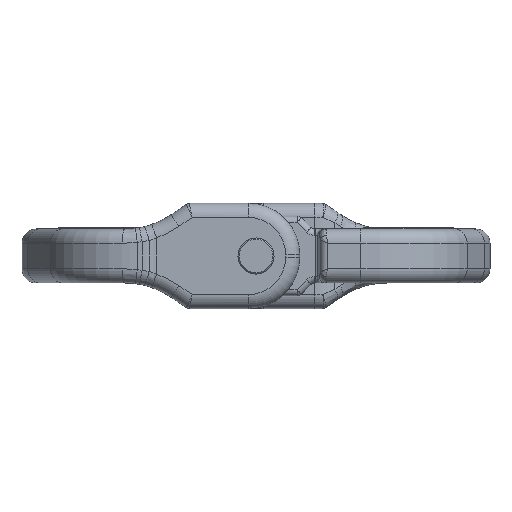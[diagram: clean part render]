
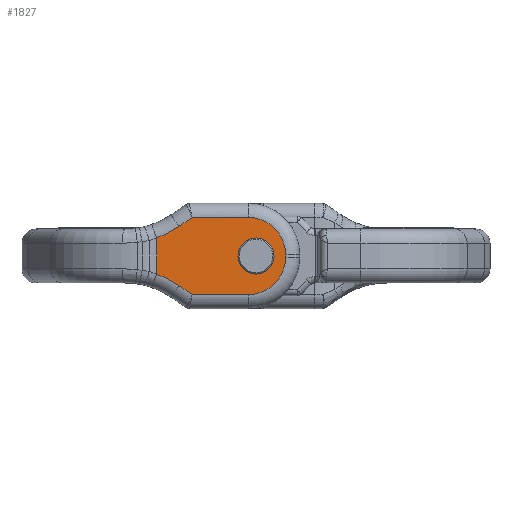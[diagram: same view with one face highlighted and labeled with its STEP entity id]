
A CAD part, front view. The second image highlights one B-rep face of the part: STEP entity #1827.
In plain terms, the highlighted planar face has unit normal (0, -1, 0).
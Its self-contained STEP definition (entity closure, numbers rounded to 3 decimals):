
#1827=ADVANCED_FACE('',(#4641,#4642),#2334,.T.);
#2334=PLANE('',#13830);
#2662=CIRCLE('',#13825,7.);
#2663=CIRCLE('',#13826,37.5);
#2664=CIRCLE('',#13827,14.5);
#2665=CIRCLE('',#13828,14.5);
#2666=CIRCLE('',#13829,37.5);
#3358=LINE('',#24011,#4223);
#3359=LINE('',#24016,#4224);
#3360=LINE('',#24018,#4225);
#3361=LINE('',#24022,#4226);
#3362=LINE('',#24026,#4227);
#3363=LINE('',#24028,#4228);
#4223=VECTOR('',#15915,1.);
#4224=VECTOR('',#15918,1.);
#4225=VECTOR('',#15919,1.);
#4226=VECTOR('',#15922,1.);
#4227=VECTOR('',#15925,1.);
#4228=VECTOR('',#15926,1.);
#4641=FACE_BOUND('',#5143,.T.);
#4642=FACE_BOUND('',#5144,.T.);
#5143=EDGE_LOOP('',(#7706));
#5144=EDGE_LOOP('',(#7707,#7708,#7709,#7710,#7711,#7712,#7713,#7714,#7715,
#7716));
#7706=ORIENTED_EDGE('',*,*,#11740,.T.);
#7707=ORIENTED_EDGE('',*,*,#11741,.T.);
#7708=ORIENTED_EDGE('',*,*,#11742,.T.);
#7709=ORIENTED_EDGE('',*,*,#11743,.T.);
#7710=ORIENTED_EDGE('',*,*,#11744,.T.);
#7711=ORIENTED_EDGE('',*,*,#11745,.T.);
#7712=ORIENTED_EDGE('',*,*,#11746,.T.);
#7713=ORIENTED_EDGE('',*,*,#11747,.T.);
#7714=ORIENTED_EDGE('',*,*,#11748,.T.);
#7715=ORIENTED_EDGE('',*,*,#11749,.T.);
#7716=ORIENTED_EDGE('',*,*,#11750,.T.);
#10192=VERTEX_POINT('',#24010);
#10193=VERTEX_POINT('',#24012);
#10194=VERTEX_POINT('',#24013);
#10195=VERTEX_POINT('',#24015);
#10196=VERTEX_POINT('',#24017);
#10197=VERTEX_POINT('',#24019);
#10198=VERTEX_POINT('',#24021);
#10199=VERTEX_POINT('',#24023);
#10200=VERTEX_POINT('',#24025);
#10201=VERTEX_POINT('',#24027);
#10202=VERTEX_POINT('',#24029);
#11740=EDGE_CURVE('',#10192,#10192,#2662,.T.);
#11741=EDGE_CURVE('',#10193,#10194,#3358,.T.);
#11742=EDGE_CURVE('',#10194,#10195,#2663,.T.);
#11743=EDGE_CURVE('',#10195,#10196,#3359,.T.);
#11744=EDGE_CURVE('',#10196,#10197,#3360,.T.);
#11745=EDGE_CURVE('',#10197,#10198,#2664,.T.);
#11746=EDGE_CURVE('',#10198,#10199,#3361,.T.);
#11747=EDGE_CURVE('',#10199,#10200,#2665,.T.);
#11748=EDGE_CURVE('',#10200,#10201,#3362,.T.);
#11749=EDGE_CURVE('',#10201,#10202,#3363,.T.);
#11750=EDGE_CURVE('',#10202,#10193,#2666,.T.);
#13825=AXIS2_PLACEMENT_3D('',#24009,#15913,#15914);
#13826=AXIS2_PLACEMENT_3D('',#24014,#15916,#15917);
#13827=AXIS2_PLACEMENT_3D('',#24020,#15920,#15921);
#13828=AXIS2_PLACEMENT_3D('',#24024,#15923,#15924);
#13829=AXIS2_PLACEMENT_3D('',#24030,#15927,#15928);
#13830=AXIS2_PLACEMENT_3D('',#24031,#15929,#15930);
#15913=DIRECTION('',(0.,1.,0.));
#15914=DIRECTION('',(1.,0.,0.));
#15915=DIRECTION('',(0.,0.,-1.));
#15916=DIRECTION('',(0.,1.,0.));
#15917=DIRECTION('',(1.,0.,0.));
#15918=DIRECTION('',(0.827,0.,-0.562));
#15919=DIRECTION('',(1.,0.,0.));
#15920=DIRECTION('',(0.,-1.,0.));
#15921=DIRECTION('',(1.,0.,0.));
#15922=DIRECTION('',(0.,0.,1.));
#15923=DIRECTION('',(0.,-1.,0.));
#15924=DIRECTION('',(1.,0.,0.));
#15925=DIRECTION('',(-1.,0.,0.));
#15926=DIRECTION('',(-0.827,0.,-0.562));
#15927=DIRECTION('',(0.,1.,0.));
#15928=DIRECTION('',(1.,0.,0.));
#15929=DIRECTION('',(0.,-1.,0.));
#15930=DIRECTION('',(1.,0.,0.));
#24009=CARTESIAN_POINT('',(0.,-59.5,0.));
#24010=CARTESIAN_POINT('',(7.,-59.5,0.));
#24011=CARTESIAN_POINT('',(-38.69,-59.5,0.));
#24012=CARTESIAN_POINT('',(-38.69,-59.5,7.104));
#24013=CARTESIAN_POINT('',(-38.69,-59.5,-7.104));
#24014=CARTESIAN_POINT('',(-51.075,-59.5,-42.5));
#24015=CARTESIAN_POINT('',(-29.982,-59.5,-11.494));
#24016=CARTESIAN_POINT('',(6.325,-59.5,-36.193));
#24017=CARTESIAN_POINT('',(-24.829,-59.5,-15.));
#24018=CARTESIAN_POINT('',(-25.906,-59.5,-15.));
#24019=CARTESIAN_POINT('',(-3.,-59.5,-15.));
#24020=CARTESIAN_POINT('',(-3.,-59.5,-0.5));
#24021=CARTESIAN_POINT('',(11.5,-59.5,-0.5));
#24022=CARTESIAN_POINT('',(11.5,-59.5,20.5));
#24023=CARTESIAN_POINT('',(11.5,-59.5,0.5));
#24024=CARTESIAN_POINT('',(-3.,-59.5,0.5));
#24025=CARTESIAN_POINT('',(-3.,-59.5,15.));
#24026=CARTESIAN_POINT('',(-25.906,-59.5,15.));
#24027=CARTESIAN_POINT('',(-24.829,-59.5,15.));
#24028=CARTESIAN_POINT('',(6.325,-59.5,36.193));
#24029=CARTESIAN_POINT('',(-29.982,-59.5,11.494));
#24030=CARTESIAN_POINT('',(-51.075,-59.5,42.5));
#24031=CARTESIAN_POINT('',(17.,-59.5,20.5));
